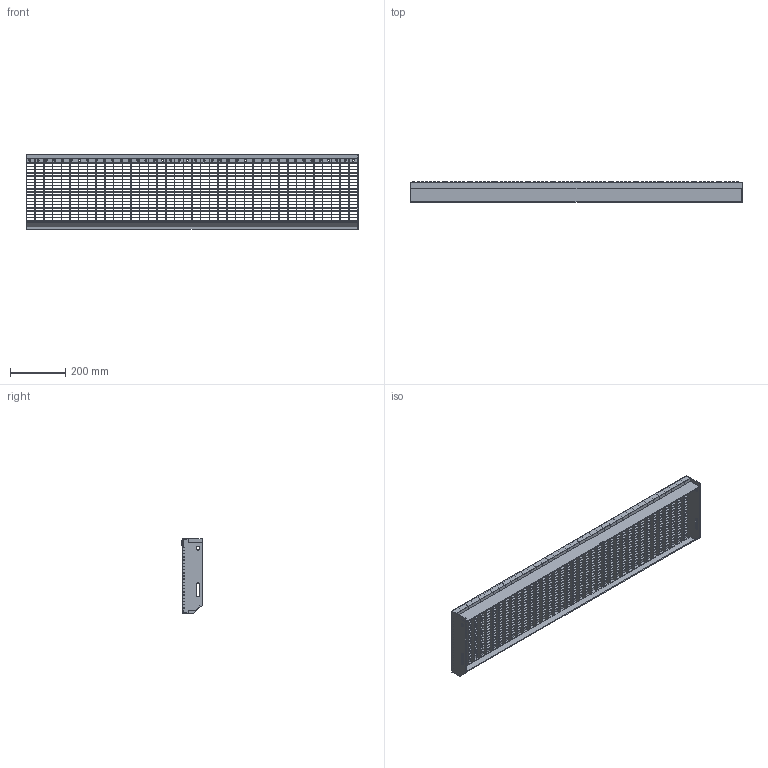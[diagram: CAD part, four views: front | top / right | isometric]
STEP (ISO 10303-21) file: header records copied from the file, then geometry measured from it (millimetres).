
FILE_DESCRIPTION (( 'STEP AP203' ), '1' );
FILE_NAME ('40.1202731.7.step', '2015-10-04T07:12:21', ( '' ), ( '' ), 'SwSTEP 2.0', 'SolidWorks 2015', '' );
FILE_SCHEMA (( 'CONFIG_CONTROL_DESIGN' ));
Length unit declared in the file: millimetre
Products named in the file (1): 40.1202731.7
Bounding box: 1200 x 72.67 x 270 mm (x, y, z)
Volume: 1156121.1 mm3; surface area: 1433017.7 mm2
Topology: 49 solids, 49 shells, 1127 faces, 2795 edges, 1846 vertices
Faces by surface type: plane 724, cylinder 168, cone 158, bspline 77
Entity records: 38044 total; most frequent: CARTESIAN_POINT 10686, ORIENTED_EDGE 5590, DIRECTION 5411, EDGE_CURVE 2795, VECTOR 1973, LINE 1973, VERTEX_POINT 1846, AXIS2_PLACEMENT_3D 1719
